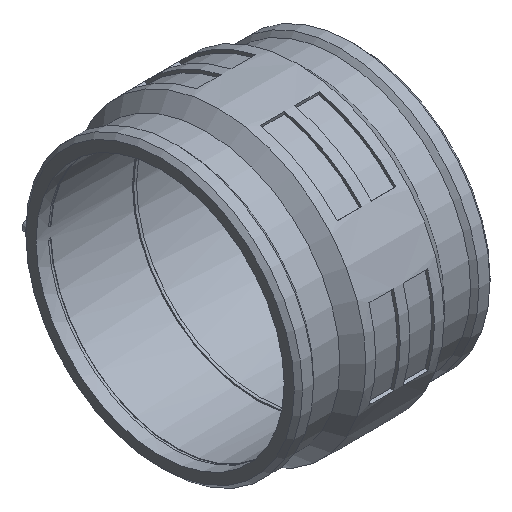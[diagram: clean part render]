
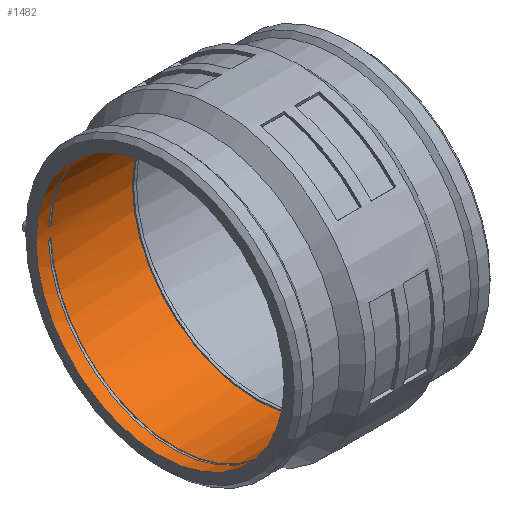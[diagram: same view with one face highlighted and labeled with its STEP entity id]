
A CAD part, isometric view. The second image highlights one B-rep face of the part: STEP entity #1482.
In plain terms, the highlighted cylindrical face has radius 177.5 mm (diameter 355 mm), a full revolution.
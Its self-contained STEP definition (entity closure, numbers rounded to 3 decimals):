
#28=B_SPLINE_CURVE_WITH_KNOTS('',3,(#2623,#2624,#2625,#2626,#2627,#2628,
#2629,#2630),.UNSPECIFIED.,.F.,.F.,(4,2,2,4),(3.32,3.334,
3.704,3.734),.UNSPECIFIED.);
#30=B_SPLINE_CURVE_WITH_KNOTS('',3,(#2647,#2648,#2649,#2650,#2651,#2652,
#2653,#2654),.UNSPECIFIED.,.F.,.F.,(4,2,2,4),(5.155,5.185,
5.556,5.569),.UNSPECIFIED.);
#59=FACE_BOUND('',#303,.T.);
#60=FACE_BOUND('',#304,.T.);
#105=CYLINDRICAL_SURFACE('',#1648,177.5);
#190=FACE_OUTER_BOUND('',#302,.T.);
#302=EDGE_LOOP('',(#1243));
#303=EDGE_LOOP('',(#1244));
#304=EDGE_LOOP('',(#1245,#1246,#1247,#1248));
#415=CIRCLE('',#1649,177.5);
#416=CIRCLE('',#1650,177.5);
#417=CIRCLE('',#1651,177.5);
#418=CIRCLE('',#1652,177.5);
#742=VERTEX_POINT('',#2614);
#744=VERTEX_POINT('',#2622);
#746=VERTEX_POINT('',#2636);
#747=VERTEX_POINT('',#2643);
#749=VERTEX_POINT('',#2660);
#750=VERTEX_POINT('',#2662);
#932=EDGE_CURVE('',#742,#744,#28,.T.);
#936=EDGE_CURVE('',#747,#746,#30,.T.);
#939=EDGE_CURVE('',#749,#749,#415,.T.);
#940=EDGE_CURVE('',#750,#750,#416,.T.);
#941=EDGE_CURVE('',#744,#747,#417,.T.);
#942=EDGE_CURVE('',#742,#746,#418,.T.);
#1243=ORIENTED_EDGE('',*,*,#939,.T.);
#1244=ORIENTED_EDGE('',*,*,#940,.F.);
#1245=ORIENTED_EDGE('',*,*,#936,.F.);
#1246=ORIENTED_EDGE('',*,*,#941,.F.);
#1247=ORIENTED_EDGE('',*,*,#932,.F.);
#1248=ORIENTED_EDGE('',*,*,#942,.T.);
#1482=ADVANCED_FACE('',(#190,#59,#60),#105,.F.);
#1648=AXIS2_PLACEMENT_3D('',#2659,#2071,#2072);
#1649=AXIS2_PLACEMENT_3D('',#2661,#2073,#2074);
#1650=AXIS2_PLACEMENT_3D('',#2663,#2075,#2076);
#1651=AXIS2_PLACEMENT_3D('',#2664,#2077,#2078);
#1652=AXIS2_PLACEMENT_3D('',#2665,#2079,#2080);
#2071=DIRECTION('center_axis',(1.,0.,0.));
#2072=DIRECTION('ref_axis',(0.,1.,0.));
#2073=DIRECTION('center_axis',(1.,0.,0.));
#2074=DIRECTION('ref_axis',(0.,0.,-1.));
#2075=DIRECTION('center_axis',(1.,0.,0.));
#2076=DIRECTION('ref_axis',(0.,0.,-1.));
#2077=DIRECTION('center_axis',(1.,0.,0.));
#2078=DIRECTION('ref_axis',(0.,0.,-1.));
#2079=DIRECTION('center_axis',(1.,0.,0.));
#2080=DIRECTION('ref_axis',(0.,0.,-1.));
#2614=CARTESIAN_POINT('',(-122.37,177.264,9.145));
#2622=CARTESIAN_POINT('',(-118.844,177.372,6.739));
#2623=CARTESIAN_POINT('Ctrl Pts',(-122.37,177.264,9.145));
#2624=CARTESIAN_POINT('Ctrl Pts',(-122.326,177.265,9.127));
#2625=CARTESIAN_POINT('Ctrl Pts',(-122.282,177.266,9.109));
#2626=CARTESIAN_POINT('Ctrl Pts',(-121.028,177.293,8.588));
#2627=CARTESIAN_POINT('Ctrl Pts',(-119.923,177.329,7.829));
#2628=CARTESIAN_POINT('Ctrl Pts',(-118.982,177.366,6.884));
#2629=CARTESIAN_POINT('Ctrl Pts',(-118.913,177.369,6.813));
#2630=CARTESIAN_POINT('Ctrl Pts',(-118.844,177.372,6.739));
#2636=CARTESIAN_POINT('',(-122.37,177.264,-9.145));
#2643=CARTESIAN_POINT('',(-118.844,177.372,-6.739));
#2647=CARTESIAN_POINT('Ctrl Pts',(-118.844,177.372,-6.739));
#2648=CARTESIAN_POINT('Ctrl Pts',(-118.913,177.369,-6.813));
#2649=CARTESIAN_POINT('Ctrl Pts',(-118.982,177.366,-6.884));
#2650=CARTESIAN_POINT('Ctrl Pts',(-119.923,177.329,-7.829));
#2651=CARTESIAN_POINT('Ctrl Pts',(-121.028,177.293,-8.588));
#2652=CARTESIAN_POINT('Ctrl Pts',(-122.282,177.266,-9.109));
#2653=CARTESIAN_POINT('Ctrl Pts',(-122.326,177.265,-9.127));
#2654=CARTESIAN_POINT('Ctrl Pts',(-122.37,177.264,-9.145));
#2659=CARTESIAN_POINT('Origin',(-131.185,0.,0.));
#2660=CARTESIAN_POINT('',(-2.,177.5,0.));
#2661=CARTESIAN_POINT('Origin',(-2.,0.,0.));
#2662=CARTESIAN_POINT('',(-140.,177.5,0.));
#2663=CARTESIAN_POINT('Origin',(-140.,0.,0.));
#2664=CARTESIAN_POINT('Origin',(-118.844,0.,0.));
#2665=CARTESIAN_POINT('Origin',(-122.37,0.,0.));
